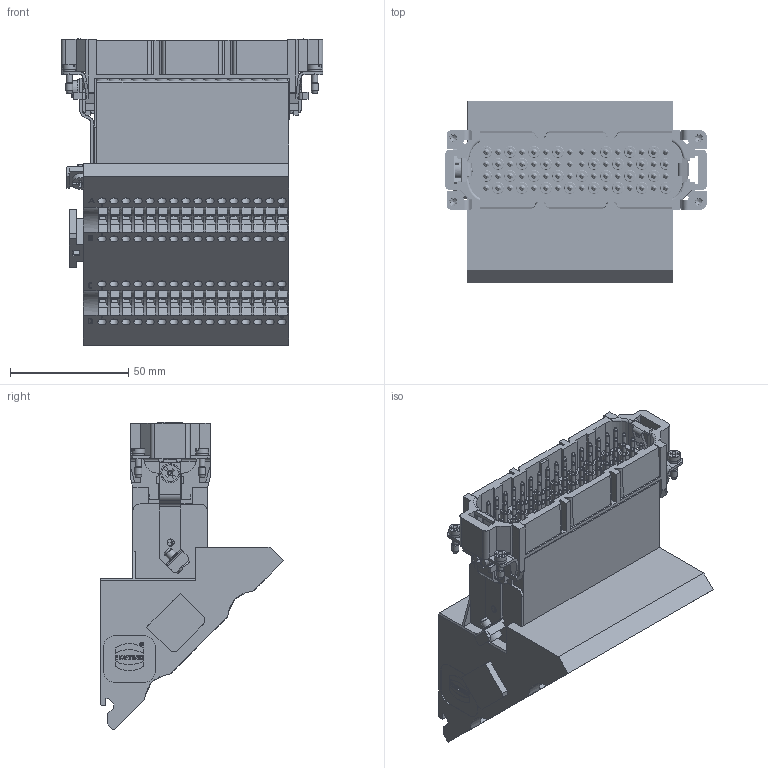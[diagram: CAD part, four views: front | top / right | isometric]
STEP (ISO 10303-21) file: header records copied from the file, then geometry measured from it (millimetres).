
FILE_DESCRIPTION(/* description */ (''),/* implementation_level */ '2;1');
FILE_NAME(/* name */ '100712021ugm000_b.stp',/* time_stamp */ '2019-05-09T15:45:01+02:00',/* author */ (''),/* organization */ (''),/* preprocessor_version */ 'ST-DEVELOPER v16.7',/* originating_system */ 'SIEMENS PLM Software NX 12.0',/* authorisation */ '');
FILE_SCHEMA (('AUTOMOTIVE_DESIGN { 1 0 10303 214 3 1 1 1 }'));
Products named in the file (1): 100712021ugm000_b
Bounding box: 111 x 77.5 x 130.14 mm (x, y, z)
Volume: 379675.9 mm3; surface area: 75569.8 mm2
Topology: 1 solids, 6 shells, 4752 faces, 13042 edges, 8876 vertices
Faces by surface type: plane 2652, extrusion 1095, cylinder 532, cone 305, bspline 129, torus 35, sphere 4
Full cylindrical faces by diameter (mm): 1.32 x1, 1.56 x1, 1.585 x64, 1.8 x64, 2.3 x1, 2.4 x4, 2.45 x65, 2.5 x4, 2.57 x4, 2.925 x1, 3 x37, 3.6 x68, 4 x3, 4.2 x1, 4.35 x1, 4.6 x32, 4.65 x1, 5.3 x4, 5.5 x4, 7 x2, 8.17 x1
Entity records: 170437 total; most frequent: CARTESIAN_POINT 47658, ORIENTED_EDGE 23730, DIRECTION 18879, EDGE_CURVE 11865, VECTOR 8481, VERTEX_POINT 8191, LINE 7386, EDGE_LOOP 5788
